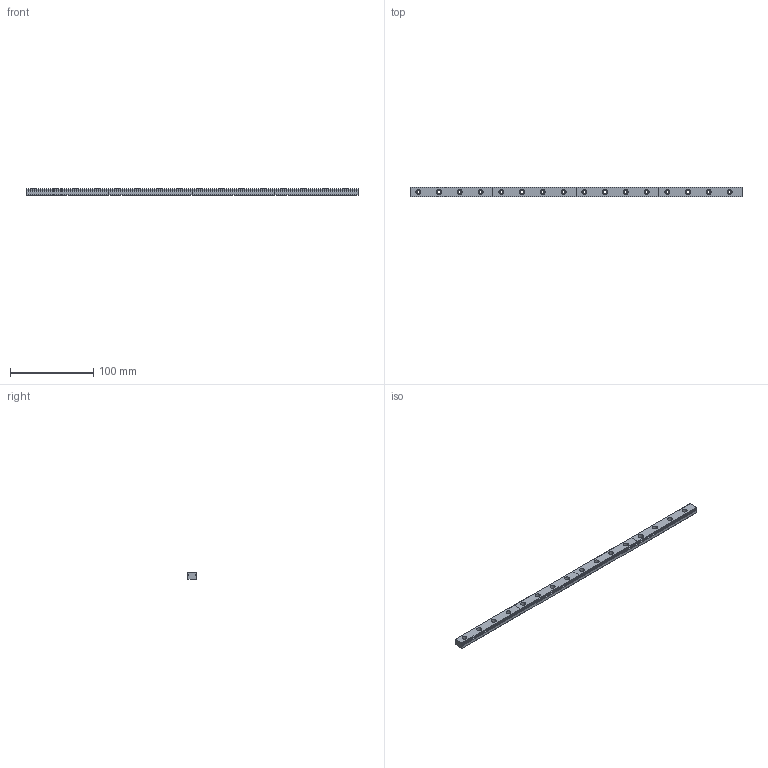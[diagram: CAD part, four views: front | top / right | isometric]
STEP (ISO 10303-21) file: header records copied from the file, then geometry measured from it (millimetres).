
FILE_DESCRIPTION(('FreeCAD Model'),'2;1');
FILE_NAME('Open CASCADE Shape Model','2022-12-21T14:03:48',(''),(''), 'Open CASCADE STEP processor 7.6','FreeCAD','Unknown');
FILE_SCHEMA(('AUTOMOTIVE_DESIGN { 1 0 10303 214 1 1 1 1 }'));
Length unit declared in the file: millimetre
Products named in the file (1): MGN12H_rail_Array_004
Bounding box: 400 x 12 x 8 mm (x, y, z)
Volume: 33852.3 mm3; surface area: 19416.9 mm2
Topology: 4 solids, 4 shells, 224 faces, 648 edges, 432 vertices
Faces by surface type: cylinder 132, plane 92
Entity records: 18220 total; most frequent: CARTESIAN_POINT 5497, DIRECTION 2434, LINE 1336, VECTOR 1336, ORIENTED_EDGE 1296, PCURVE 1296, DEFINITIONAL_REPRESENTATION 1296, EDGE_CURVE 648
